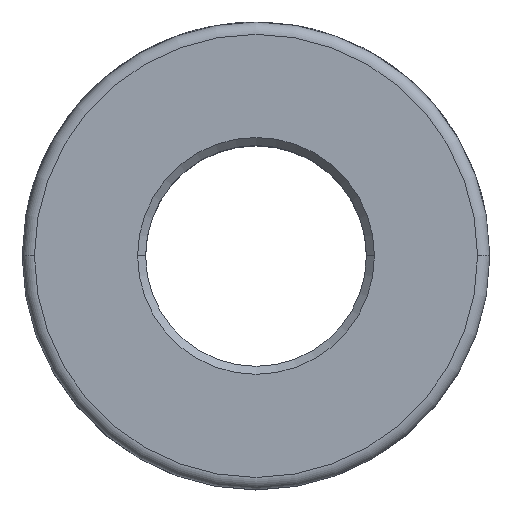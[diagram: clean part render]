
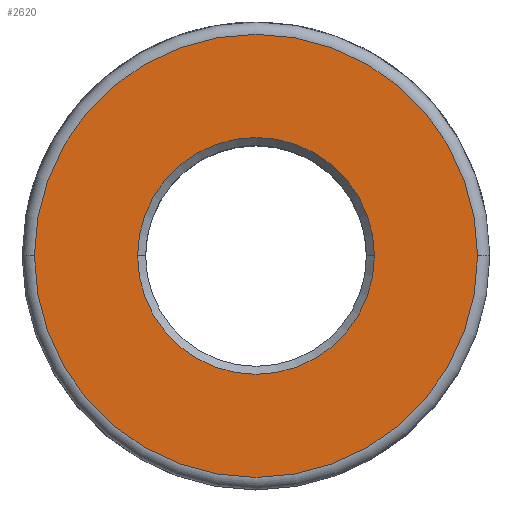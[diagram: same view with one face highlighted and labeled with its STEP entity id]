
A CAD part, top view. The second image highlights one B-rep face of the part: STEP entity #2620.
In plain terms, the highlighted planar face has unit normal (0, 0, 1).
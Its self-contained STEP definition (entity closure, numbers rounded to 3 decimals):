
#157 = EDGE_LOOP ( 'NONE', ( #1074, #1428 ) ) ;
#211 = AXIS2_PLACEMENT_3D ( 'NONE', #332, #1856, #557 ) ;
#249 = CARTESIAN_POINT ( 'NONE',  ( 0., 0., 8. ) ) ;
#257 = CARTESIAN_POINT ( 'NONE',  ( 0., 0., 8. ) ) ;
#332 = CARTESIAN_POINT ( 'NONE',  ( 0., 0., 8. ) ) ;
#353 = DIRECTION ( 'NONE',  ( 1., 0., 0. ) ) ;
#379 = CARTESIAN_POINT ( 'NONE',  ( -7.35, 0., 8. ) ) ;
#394 = DIRECTION ( 'NONE',  ( 0., 0., -1. ) ) ;
#429 = EDGE_CURVE ( 'NONE', #2543, #2246, #1295, .T. ) ;
#447 = CARTESIAN_POINT ( 'NONE',  ( 13.75, 0., 8. ) ) ;
#471 = AXIS2_PLACEMENT_3D ( 'NONE', #257, #2401, #1156 ) ;
#475 = EDGE_LOOP ( 'NONE', ( #689, #807 ) ) ;
#557 = DIRECTION ( 'NONE',  ( 1., 0., 0. ) ) ;
#635 = CARTESIAN_POINT ( 'NONE',  ( 7.35, 0., 8. ) ) ;
#683 = VERTEX_POINT ( 'NONE', #1434 ) ;
#689 = ORIENTED_EDGE ( 'NONE', *, *, #744, .T. ) ;
#744 = EDGE_CURVE ( 'NONE', #2160, #683, #1487, .T. ) ;
#807 = ORIENTED_EDGE ( 'NONE', *, *, #1983, .T. ) ;
#904 = CIRCLE ( 'NONE', #2752, 7.35 ) ;
#947 = DIRECTION ( 'NONE',  ( 1., 0., 0. ) ) ;
#1074 = ORIENTED_EDGE ( 'NONE', *, *, #429, .T. ) ;
#1117 = PLANE ( 'NONE',  #1964 ) ;
#1156 = DIRECTION ( 'NONE',  ( 1., 0., 0. ) ) ;
#1277 = EDGE_CURVE ( 'NONE', #2246, #2543, #904, .T. ) ;
#1295 = CIRCLE ( 'NONE', #471, 7.35 ) ;
#1378 = CARTESIAN_POINT ( 'NONE',  ( 0., 0., 8. ) ) ;
#1424 = FACE_OUTER_BOUND ( 'NONE', #475, .T. ) ;
#1428 = ORIENTED_EDGE ( 'NONE', *, *, #1277, .T. ) ;
#1434 = CARTESIAN_POINT ( 'NONE',  ( -13.75, 0., 8. ) ) ;
#1487 = CIRCLE ( 'NONE', #1821, 13.75 ) ;
#1762 = DIRECTION ( 'NONE',  ( 0., 0., 1. ) ) ;
#1821 = AXIS2_PLACEMENT_3D ( 'NONE', #1378, #2012, #947 ) ;
#1856 = DIRECTION ( 'NONE',  ( 0., 0., 1. ) ) ;
#1964 = AXIS2_PLACEMENT_3D ( 'NONE', #249, #1762, #1987 ) ;
#1983 = EDGE_CURVE ( 'NONE', #683, #2160, #2211, .T. ) ;
#1987 = DIRECTION ( 'NONE',  ( 1., 0., 0. ) ) ;
#2012 = DIRECTION ( 'NONE',  ( 0., 0., 1. ) ) ;
#2125 = CARTESIAN_POINT ( 'NONE',  ( 0., 0., 8. ) ) ;
#2160 = VERTEX_POINT ( 'NONE', #447 ) ;
#2211 = CIRCLE ( 'NONE', #211, 13.75 ) ;
#2246 = VERTEX_POINT ( 'NONE', #379 ) ;
#2401 = DIRECTION ( 'NONE',  ( 0., 0., -1. ) ) ;
#2543 = VERTEX_POINT ( 'NONE', #635 ) ;
#2620 = ADVANCED_FACE ( 'NONE', ( #1424, #2657 ), #1117, .T. ) ;
#2657 = FACE_BOUND ( 'NONE', #157, .T. ) ;
#2752 = AXIS2_PLACEMENT_3D ( 'NONE', #2125, #394, #353 ) ;
